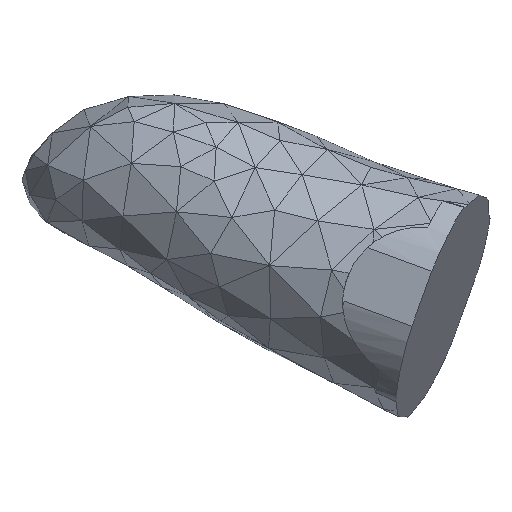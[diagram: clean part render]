
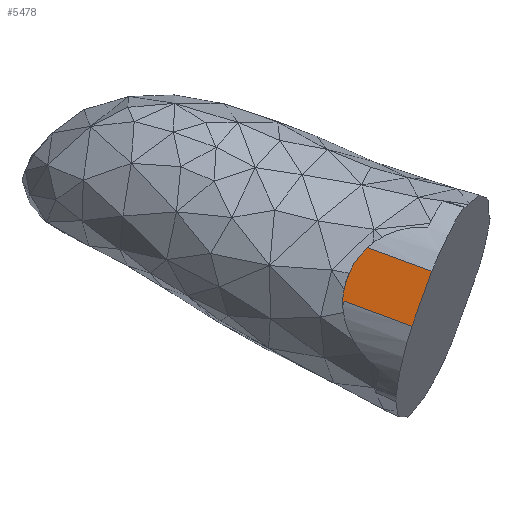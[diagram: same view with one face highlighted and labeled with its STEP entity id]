
A CAD part, left-side view. The second image highlights one B-rep face of the part: STEP entity #5478.
In plain terms, the highlighted planar face has unit normal (-0.983, 0.181, 0.032).
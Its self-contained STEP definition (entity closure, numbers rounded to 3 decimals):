
#51 = CARTESIAN_POINT ( 'NONE',  ( 20.386, 29.312, 34.144 ) ) ;
#143 = DIRECTION ( 'NONE',  ( 0.181, 0.923, 0.339 ) ) ;
#213 = DIRECTION ( 'NONE',  ( -0.181, -0.983, 0. ) ) ;
#250 = AXIS2_PLACEMENT_3D ( 'NONE', #1302, #4330, #1331 ) ;
#390 = EDGE_CURVE ( 'NONE', #5011, #5687, #5242, .T. ) ;
#472 = CARTESIAN_POINT ( 'NONE',  ( 20.524, 30.784, 30.063 ) ) ;
#721 = EDGE_LOOP ( 'NONE', ( #915, #5084, #4748, #1819, #4772, #1401, #5280 ) ) ;
#852 = VECTOR ( 'NONE', #143, 1000. ) ;
#915 = ORIENTED_EDGE ( 'NONE', *, *, #1486, .T. ) ;
#960 = AXIS2_PLACEMENT_3D ( 'NONE', #3344, #4672, #213 ) ;
#965 = CARTESIAN_POINT ( 'NONE',  ( 19.608, 26.045, 28.71 ) ) ;
#1204 = CARTESIAN_POINT ( 'NONE',  ( 20.512, 30.661, 30.405 ) ) ;
#1302 = CARTESIAN_POINT ( 'NONE',  ( 19.559, 25.521, 30.162 ) ) ;
#1331 = DIRECTION ( 'NONE',  ( -0.181, -0.983, 0. ) ) ;
#1333 = CARTESIAN_POINT ( 'NONE',  ( 19.779, 27.859, 23.68 ) ) ;
#1401 = ORIENTED_EDGE ( 'NONE', *, *, #5833, .T. ) ;
#1486 = EDGE_CURVE ( 'NONE', #4139, #2735, #3290, .T. ) ;
#1507 = EDGE_CURVE ( 'NONE', #2603, #5678, #2374, .T. ) ;
#1754 = DIRECTION ( 'NONE',  ( -0.983, 0.181, 0.032 ) ) ;
#1819 = ORIENTED_EDGE ( 'NONE', *, *, #1906, .T. ) ;
#1906 = EDGE_CURVE ( 'NONE', #5687, #2603, #6055, .T. ) ;
#2374 = CIRCLE ( 'NONE', #3619, 5.352 ) ;
#2553 = LINE ( 'NONE', #51, #852 ) ;
#2603 = VERTEX_POINT ( 'NONE', #2931 ) ;
#2735 = VERTEX_POINT ( 'NONE', #3284 ) ;
#2931 = CARTESIAN_POINT ( 'NONE',  ( 20.527, 30.784, 30.162 ) ) ;
#3284 = CARTESIAN_POINT ( 'NONE',  ( 19.481, 24.696, 32.449 ) ) ;
#3289 = FACE_OUTER_BOUND ( 'NONE', #721, .T. ) ;
#3290 = LINE ( 'NONE', #1333, #6212 ) ;
#3344 = CARTESIAN_POINT ( 'NONE',  ( 19.559, 25.521, 30.162 ) ) ;
#3351 = DIRECTION ( 'NONE',  ( -0.181, -0.983, 0. ) ) ;
#3475 = CARTESIAN_POINT ( 'NONE',  ( 20.513, 30.326, 32.317 ) ) ;
#3619 = AXIS2_PLACEMENT_3D ( 'NONE', #4814, #1754, #3351 ) ;
#3749 = CARTESIAN_POINT ( 'NONE',  ( 20.463, 30.137, 31.858 ) ) ;
#3769 = CARTESIAN_POINT ( 'NONE',  ( 20.512, 30.661, 30.405 ) ) ;
#3774 = DIRECTION ( 'NONE',  ( -0.032, -0.339, 0.94 ) ) ;
#4139 = VERTEX_POINT ( 'NONE', #965 ) ;
#4230 = DIRECTION ( 'NONE',  ( -0.181, -0.983, 0. ) ) ;
#4291 = DIRECTION ( 'NONE',  ( -0.983, 0.181, 0.032 ) ) ;
#4323 = VERTEX_POINT ( 'NONE', #3769 ) ;
#4330 = DIRECTION ( 'NONE',  ( -0.983, 0.181, 0.032 ) ) ;
#4561 = EDGE_CURVE ( 'NONE', #2735, #5011, #2553, .T. ) ;
#4672 = DIRECTION ( 'NONE',  ( -0.983, 0.181, 0.032 ) ) ;
#4712 = CARTESIAN_POINT ( 'NONE',  ( 19.559, 25.521, 30.162 ) ) ;
#4748 = ORIENTED_EDGE ( 'NONE', *, *, #390, .T. ) ;
#4772 = ORIENTED_EDGE ( 'NONE', *, *, #1507, .T. ) ;
#4814 = CARTESIAN_POINT ( 'NONE',  ( 19.559, 25.521, 30.162 ) ) ;
#4827 = AXIS2_PLACEMENT_3D ( 'NONE', #4712, #4291, #4230 ) ;
#5011 = VERTEX_POINT ( 'NONE', #5603 ) ;
#5084 = ORIENTED_EDGE ( 'NONE', *, *, #4561, .T. ) ;
#5242 = CIRCLE ( 'NONE', #4827, 5.352 ) ;
#5280 = ORIENTED_EDGE ( 'NONE', *, *, #5390, .T. ) ;
#5390 = EDGE_CURVE ( 'NONE', #4323, #4139, #5695, .T. ) ;
#5478 = ADVANCED_FACE ( 'NONE', ( #3289 ), #6208, .T. ) ;
#5555 = VECTOR ( 'NONE', #5733, 1000. ) ;
#5595 = DIRECTION ( 'NONE',  ( -0.181, -0.923, -0.339 ) ) ;
#5603 = CARTESIAN_POINT ( 'NONE',  ( 20.344, 29.098, 34.065 ) ) ;
#5656 = VECTOR ( 'NONE', #5595, 1000. ) ;
#5678 = VERTEX_POINT ( 'NONE', #472 ) ;
#5687 = VERTEX_POINT ( 'NONE', #3475 ) ;
#5695 = LINE ( 'NONE', #1204, #5656 ) ;
#5733 = DIRECTION ( 'NONE',  ( -0.032, -0.339, 0.94 ) ) ;
#5833 = EDGE_CURVE ( 'NONE', #5678, #4323, #6153, .T. ) ;
#6055 = CIRCLE ( 'NONE', #960, 5.352 ) ;
#6153 = LINE ( 'NONE', #3749, #5555 ) ;
#6208 = PLANE ( 'NONE',  #250 ) ;
#6212 = VECTOR ( 'NONE', #3774, 1000. ) ;
